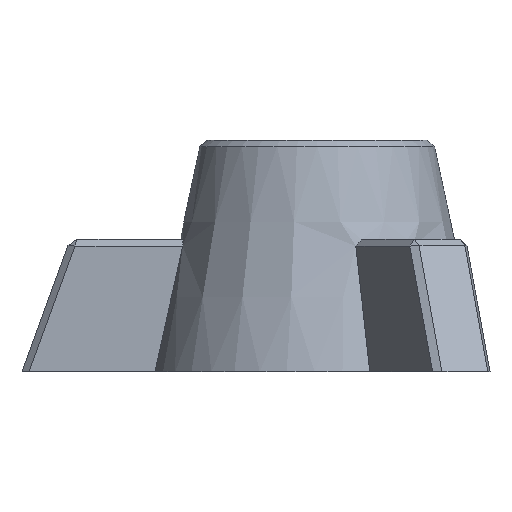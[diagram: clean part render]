
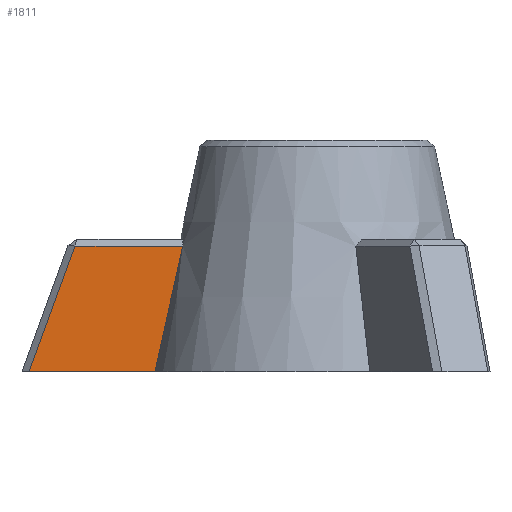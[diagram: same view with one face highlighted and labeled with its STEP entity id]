
A CAD part, front view. The second image highlights one B-rep face of the part: STEP entity #1811.
In plain terms, the highlighted planar face has unit normal (0, -1, 0).
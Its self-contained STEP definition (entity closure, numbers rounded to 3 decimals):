
#127 = CONICAL_SURFACE('',#128,10.,0.211);
#128 = AXIS2_PLACEMENT_3D('',#129,#130,#131);
#129 = CARTESIAN_POINT('',(0.,0.,0.));
#130 = DIRECTION('',(-0.,-0.,-1.));
#131 = DIRECTION('',(1.,0.,0.));
#718 = VERTEX_POINT('',#719);
#719 = CARTESIAN_POINT('',(-8.129,-2.,7.6));
#740 = PLANE('',#741);
#741 = AXIS2_PLACEMENT_3D('',#742,#743,#744);
#742 = CARTESIAN_POINT('',(-14.918,-1.8,7.8));
#743 = DIRECTION('',(0.,0.707,-0.707));
#744 = DIRECTION('',(-1.,-0.,-0.));
#752 = EDGE_CURVE('',#718,#753,#755,.T.);
#753 = VERTEX_POINT('',#754);
#754 = CARTESIAN_POINT('',(-9.798,-2.,0.));
#755 = SURFACE_CURVE('',#756,(#761,#774),.PCURVE_S1.);
#756 = HYPERBOLA('',#757,9.333,2.);
#757 = AXIS2_PLACEMENT_3D('',#758,#759,#760);
#758 = CARTESIAN_POINT('',(0.,-2.,46.667));
#759 = DIRECTION('',(0.,1.,0.));
#760 = DIRECTION('',(0.,0.,-1.));
#761 = PCURVE('',#127,#762);
#762 = DEFINITIONAL_REPRESENTATION('',(#763),#773);
#763 = B_SPLINE_CURVE_WITH_KNOTS('',8,(#764,#765,#766,#767,#768,#769,
    #770,#771,#772),.UNSPECIFIED.,.F.,.F.,(9,9),(2.078,
    2.292),.PIECEWISE_BEZIER_KNOTS.);
#764 = CARTESIAN_POINT('',(-3.391,-8.8));
#765 = CARTESIAN_POINT('',(-3.384,-7.817));
#766 = CARTESIAN_POINT('',(-3.378,-6.802));
#767 = CARTESIAN_POINT('',(-3.371,-5.756));
#768 = CARTESIAN_POINT('',(-3.365,-4.676));
#769 = CARTESIAN_POINT('',(-3.36,-3.562));
#770 = CARTESIAN_POINT('',(-3.354,-2.412));
#771 = CARTESIAN_POINT('',(-3.348,-1.225));
#772 = CARTESIAN_POINT('',(-3.343,0.));
#773 = ( GEOMETRIC_REPRESENTATION_CONTEXT(2) 
PARAMETRIC_REPRESENTATION_CONTEXT() REPRESENTATION_CONTEXT('2D SPACE',''
  ) );
#774 = PCURVE('',#775,#780);
#775 = PLANE('',#776);
#776 = AXIS2_PLACEMENT_3D('',#777,#778,#779);
#777 = CARTESIAN_POINT('',(-18.,-2.,0.));
#778 = DIRECTION('',(0.,1.,0.));
#779 = DIRECTION('',(0.,0.,1.));
#780 = DEFINITIONAL_REPRESENTATION('',(#781),#785);
#781 = ( BOUNDED_CURVE() B_SPLINE_CURVE(2,(#782,#783,#784),
.UNSPECIFIED.,.F.,.F.) B_SPLINE_CURVE_WITH_KNOTS((3,3),(2.078,
2.292),.PIECEWISE_BEZIER_KNOTS.) CURVE() 
GEOMETRIC_REPRESENTATION_ITEM() RATIONAL_B_SPLINE_CURVE((1.,
1.006,1.)) REPRESENTATION_ITEM('') );
#782 = CARTESIAN_POINT('',(8.8,10.136));
#783 = CARTESIAN_POINT('',(4.882,9.27));
#784 = CARTESIAN_POINT('',(0.,8.202));
#785 = ( GEOMETRIC_REPRESENTATION_CONTEXT(2) 
PARAMETRIC_REPRESENTATION_CONTEXT() REPRESENTATION_CONTEXT('2D SPACE',''
  ) );
#1811 = ADVANCED_FACE('',(#1812),#775,.F.);
#1812 = FACE_BOUND('',#1813,.F.);
#1813 = EDGE_LOOP('',(#1814,#1842,#1870,#1891));
#1814 = ORIENTED_EDGE('',*,*,#1815,.F.);
#1815 = EDGE_CURVE('',#1816,#753,#1818,.T.);
#1816 = VERTEX_POINT('',#1817);
#1817 = CARTESIAN_POINT('',(-17.404,-2.,0.));
#1818 = SURFACE_CURVE('',#1819,(#1823,#1830),.PCURVE_S1.);
#1819 = LINE('',#1820,#1821);
#1820 = CARTESIAN_POINT('',(-18.,-2.,0.));
#1821 = VECTOR('',#1822,1.);
#1822 = DIRECTION('',(1.,0.,0.));
#1823 = PCURVE('',#775,#1824);
#1824 = DEFINITIONAL_REPRESENTATION('',(#1825),#1829);
#1825 = LINE('',#1826,#1827);
#1826 = CARTESIAN_POINT('',(0.,0.));
#1827 = VECTOR('',#1828,1.);
#1828 = DIRECTION('',(0.,1.));
#1829 = ( GEOMETRIC_REPRESENTATION_CONTEXT(2) 
PARAMETRIC_REPRESENTATION_CONTEXT() REPRESENTATION_CONTEXT('2D SPACE',''
  ) );
#1830 = PCURVE('',#1831,#1836);
#1831 = PLANE('',#1832);
#1832 = AXIS2_PLACEMENT_3D('',#1833,#1834,#1835);
#1833 = CARTESIAN_POINT('',(-18.,-2.,0.));
#1834 = DIRECTION('',(0.,0.,1.));
#1835 = DIRECTION('',(1.,0.,0.));
#1836 = DEFINITIONAL_REPRESENTATION('',(#1837),#1841);
#1837 = LINE('',#1838,#1839);
#1838 = CARTESIAN_POINT('',(0.,0.));
#1839 = VECTOR('',#1840,1.);
#1840 = DIRECTION('',(1.,0.));
#1841 = ( GEOMETRIC_REPRESENTATION_CONTEXT(2) 
PARAMETRIC_REPRESENTATION_CONTEXT() REPRESENTATION_CONTEXT('2D SPACE',''
  ) );
#1842 = ORIENTED_EDGE('',*,*,#1843,.T.);
#1843 = EDGE_CURVE('',#1816,#1844,#1846,.T.);
#1844 = VERTEX_POINT('',#1845);
#1845 = CARTESIAN_POINT('',(-14.638,-2.,7.6));
#1846 = SURFACE_CURVE('',#1847,(#1851,#1858),.PCURVE_S1.);
#1847 = LINE('',#1848,#1849);
#1848 = CARTESIAN_POINT('',(-17.454,-2.,-0.137));
#1849 = VECTOR('',#1850,1.);
#1850 = DIRECTION('',(0.342,0.,0.94));
#1851 = PCURVE('',#775,#1852);
#1852 = DEFINITIONAL_REPRESENTATION('',(#1853),#1857);
#1853 = LINE('',#1854,#1855);
#1854 = CARTESIAN_POINT('',(-0.137,0.546));
#1855 = VECTOR('',#1856,1.);
#1856 = DIRECTION('',(0.94,0.342));
#1857 = ( GEOMETRIC_REPRESENTATION_CONTEXT(2) 
PARAMETRIC_REPRESENTATION_CONTEXT() REPRESENTATION_CONTEXT('2D SPACE',''
  ) );
#1858 = PCURVE('',#1859,#1864);
#1859 = PLANE('',#1860);
#1860 = AXIS2_PLACEMENT_3D('',#1861,#1862,#1863);
#1861 = CARTESIAN_POINT('',(-17.642,-1.8,-0.068));
#1862 = DIRECTION('',(-0.664,-0.707,0.242));
#1863 = DIRECTION('',(0.342,0.,0.94)
  );
#1864 = DEFINITIONAL_REPRESENTATION('',(#1865),#1869);
#1865 = LINE('',#1866,#1867);
#1866 = CARTESIAN_POINT('',(0.,-0.283));
#1867 = VECTOR('',#1868,1.);
#1868 = DIRECTION('',(1.,0.));
#1869 = ( GEOMETRIC_REPRESENTATION_CONTEXT(2) 
PARAMETRIC_REPRESENTATION_CONTEXT() REPRESENTATION_CONTEXT('2D SPACE',''
  ) );
#1870 = ORIENTED_EDGE('',*,*,#1871,.T.);
#1871 = EDGE_CURVE('',#1844,#718,#1872,.T.);
#1872 = SURFACE_CURVE('',#1873,(#1877,#1884),.PCURVE_S1.);
#1873 = LINE('',#1874,#1875);
#1874 = CARTESIAN_POINT('',(-14.918,-2.,7.6));
#1875 = VECTOR('',#1876,1.);
#1876 = DIRECTION('',(1.,0.,0.));
#1877 = PCURVE('',#775,#1878);
#1878 = DEFINITIONAL_REPRESENTATION('',(#1879),#1883);
#1879 = LINE('',#1880,#1881);
#1880 = CARTESIAN_POINT('',(7.6,3.082));
#1881 = VECTOR('',#1882,1.);
#1882 = DIRECTION('',(0.,1.));
#1883 = ( GEOMETRIC_REPRESENTATION_CONTEXT(2) 
PARAMETRIC_REPRESENTATION_CONTEXT() REPRESENTATION_CONTEXT('2D SPACE',''
  ) );
#1884 = PCURVE('',#740,#1885);
#1885 = DEFINITIONAL_REPRESENTATION('',(#1886),#1890);
#1886 = LINE('',#1887,#1888);
#1887 = CARTESIAN_POINT('',(-0.,-0.283));
#1888 = VECTOR('',#1889,1.);
#1889 = DIRECTION('',(-1.,0.));
#1890 = ( GEOMETRIC_REPRESENTATION_CONTEXT(2) 
PARAMETRIC_REPRESENTATION_CONTEXT() REPRESENTATION_CONTEXT('2D SPACE',''
  ) );
#1891 = ORIENTED_EDGE('',*,*,#752,.T.);
